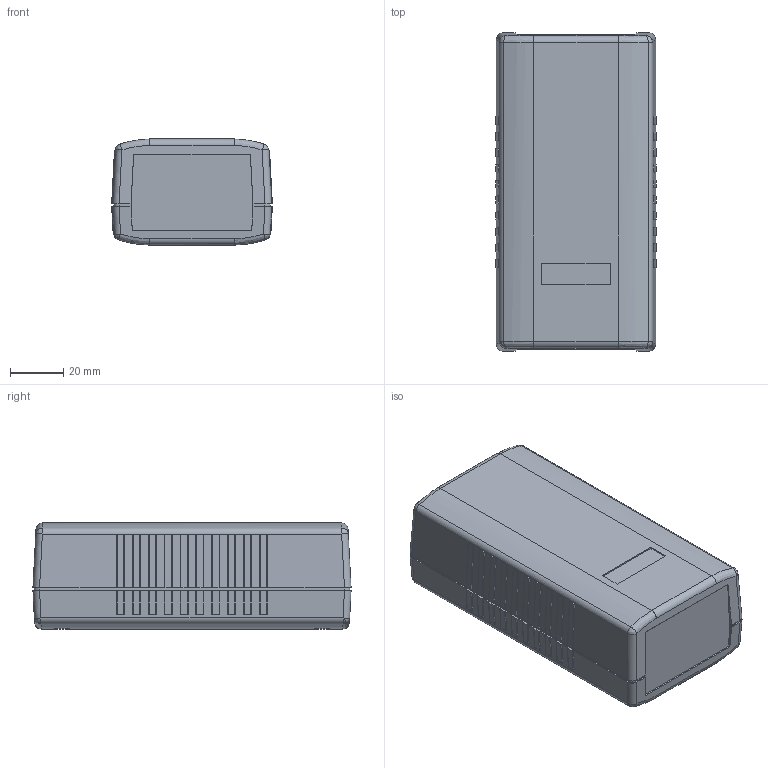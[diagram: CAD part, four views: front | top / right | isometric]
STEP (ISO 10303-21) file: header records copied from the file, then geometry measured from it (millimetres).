
FILE_DESCRIPTION (( 'STEP AP214' ), '1' );
FILE_NAME ('G438 G410.STEP', '2010-11-10T07:01:11', ( 'NEF User' ), ( 'NEF User' ), 'SwSTEP 2.0', 'SolidWorks 2010', '' );
FILE_SCHEMA (( 'AUTOMOTIVE_DESIGN' ));
Length unit declared in the file: millimetre
Products named in the file (1): G438 G410
Bounding box: 60.6 x 120 x 40 mm (x, y, z)
Volume: 71963.7 mm3; surface area: 65352.1 mm2
Topology: 4 solids, 4 shells, 976 faces, 2694 edges, 1719 vertices
Faces by surface type: plane 570, cylinder 274, cone 104, bspline 28
Entity records: 32942 total; most frequent: CARTESIAN_POINT 8778, ORIENTED_EDGE 5348, DIRECTION 4727, EDGE_CURVE 2674, VERTEX_POINT 1719, LINE 1689, VECTOR 1689, AXIS2_PLACEMENT_3D 1519
